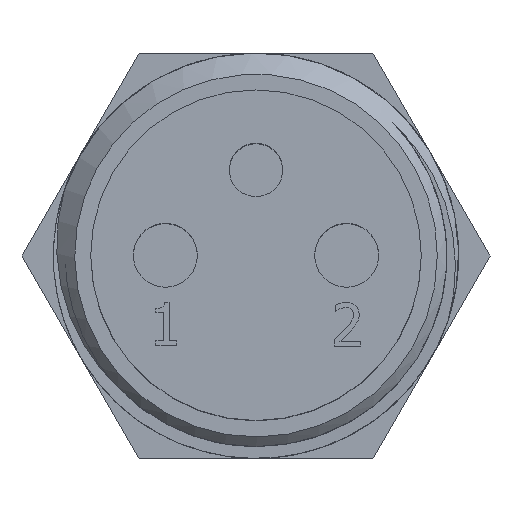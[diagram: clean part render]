
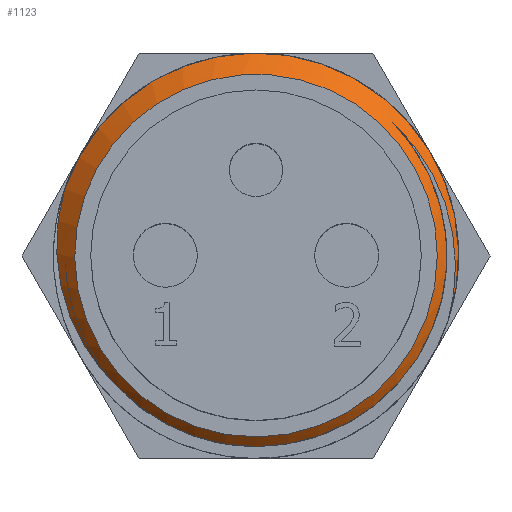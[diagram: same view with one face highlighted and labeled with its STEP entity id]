
A CAD part, top view. The second image highlights one B-rep face of the part: STEP entity #1123.
In plain terms, the highlighted conical face has half-angle 45 degrees and reference radius 9 mm.
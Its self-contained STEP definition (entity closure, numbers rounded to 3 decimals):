
#14=CONICAL_SURFACE($,#1187,9.,45.);
#190=FACE_BOUND($,#390,.T.);
#220=CIRCLE($,#1183,8.95);
#223=CIRCLE($,#1188,9.5);
#224=CIRCLE($,#1189,8.5);
#319=FACE_OUTER_BOUND($,#389,.T.);
#389=EDGE_LOOP($,(#911,#912,#913,#914));
#390=EDGE_LOOP($,(#915));
#480=B_SPLINE_CURVE_WITH_KNOTS($,3,(#4364,#4365,#4366,#4367,#4368,#4369,
#4370,#4371,#4372,#4373),.UNSPECIFIED.,.F.,.F.,(4,3,3,4),(0.878,
0.977,1.444,1.897),.UNSPECIFIED.);
#483=B_SPLINE_CURVE_WITH_KNOTS($,3,(#4601,#4602,#4603,#4604,#4605,#4606,
#4607,#4608,#4609,#4610),.UNSPECIFIED.,.F.,.F.,(4,3,3,4),(0.,0.453,
0.919,1.018),.UNSPECIFIED.);
#552=VERTEX_POINT($,#4296);
#554=VERTEX_POINT($,#4330);
#557=VERTEX_POINT($,#4514);
#558=VERTEX_POINT($,#4600);
#560=VERTEX_POINT($,#4653);
#690=EDGE_CURVE($,#552,#554,#480,.T.);
#693=EDGE_CURVE($,#558,#557,#483,.T.);
#696=EDGE_CURVE($,#554,#558,#220,.T.);
#699=EDGE_CURVE($,#557,#552,#223,.T.);
#700=EDGE_CURVE($,#560,#560,#224,.T.);
#911=ORIENTED_EDGE($,*,*,#693,.T.);
#912=ORIENTED_EDGE($,*,*,#699,.T.);
#913=ORIENTED_EDGE($,*,*,#690,.T.);
#914=ORIENTED_EDGE($,*,*,#696,.T.);
#915=ORIENTED_EDGE($,*,*,#700,.T.);
#1123=ADVANCED_FACE($,(#319,#190),#14,.T.);
#1183=AXIS2_PLACEMENT_3D($,#4647,#1353,#1354);
#1187=AXIS2_PLACEMENT_3D($,#4651,#1361,#1362);
#1188=AXIS2_PLACEMENT_3D($,#4652,#1363,#1364);
#1189=AXIS2_PLACEMENT_3D($,#4654,#1365,#1366);
#1353=DIRECTION('center_axis',(0.,0.,1.));
#1354=DIRECTION('ref_axis',(0.,1.,0.));
#1361=DIRECTION('center_axis',(0.,0.,-1.));
#1362=DIRECTION('ref_axis',(-1.,0.,0.));
#1363=DIRECTION('center_axis',(0.,0.,1.));
#1364=DIRECTION('ref_axis',(-1.,0.,0.));
#1365=DIRECTION('center_axis',(0.,0.,-1.));
#1366=DIRECTION('ref_axis',(-1.,0.,0.));
#4296=CARTESIAN_POINT('',(-8.975,3.115,8.5));
#4330=CARTESIAN_POINT('',(-6.469,-6.185,9.05));
#4364=CARTESIAN_POINT('Ctrl Pts',(-8.975,3.115,8.5));
#4365=CARTESIAN_POINT('Ctrl Pts',(-9.066,2.8,8.517));
#4366=CARTESIAN_POINT('Ctrl Pts',(-9.141,2.48,8.535));
#4367=CARTESIAN_POINT('Ctrl Pts',(-9.199,2.158,8.552));
#4368=CARTESIAN_POINT('Ctrl Pts',(-9.472,0.638,8.634));
#4369=CARTESIAN_POINT('Ctrl Pts',(-9.363,-0.954,8.717));
#4370=CARTESIAN_POINT('Ctrl Pts',(-8.875,-2.421,8.801));
#4371=CARTESIAN_POINT('Ctrl Pts',(-8.402,-3.847,8.883));
#4372=CARTESIAN_POINT('Ctrl Pts',(-7.569,-5.156,8.966));
#4373=CARTESIAN_POINT('Ctrl Pts',(-6.469,-6.185,9.05));
#4514=CARTESIAN_POINT('',(9.005,-3.026,8.5));
#4600=CARTESIAN_POINT('',(6.407,6.249,9.05));
#4601=CARTESIAN_POINT('Ctrl Pts',(6.407,6.249,9.05));
#4602=CARTESIAN_POINT('Ctrl Pts',(7.519,5.23,8.966));
#4603=CARTESIAN_POINT('Ctrl Pts',(8.363,3.931,8.883));
#4604=CARTESIAN_POINT('Ctrl Pts',(8.851,2.509,8.801));
#4605=CARTESIAN_POINT('Ctrl Pts',(9.352,1.049,8.717));
#4606=CARTESIAN_POINT('Ctrl Pts',(9.477,-0.543,8.634));
#4607=CARTESIAN_POINT('Ctrl Pts',(9.22,-2.066,8.552));
#4608=CARTESIAN_POINT('Ctrl Pts',(9.166,-2.389,8.535));
#4609=CARTESIAN_POINT('Ctrl Pts',(9.094,-2.709,8.517));
#4610=CARTESIAN_POINT('Ctrl Pts',(9.005,-3.026,8.5));
#4647=CARTESIAN_POINT('Origin',(0.,0.,9.05));
#4651=CARTESIAN_POINT('Origin',(0.,0.,9.));
#4652=CARTESIAN_POINT('Origin',(0.,0.,8.5));
#4653=CARTESIAN_POINT('',(8.5,0.,9.5));
#4654=CARTESIAN_POINT('Origin',(0.,0.,9.5));
